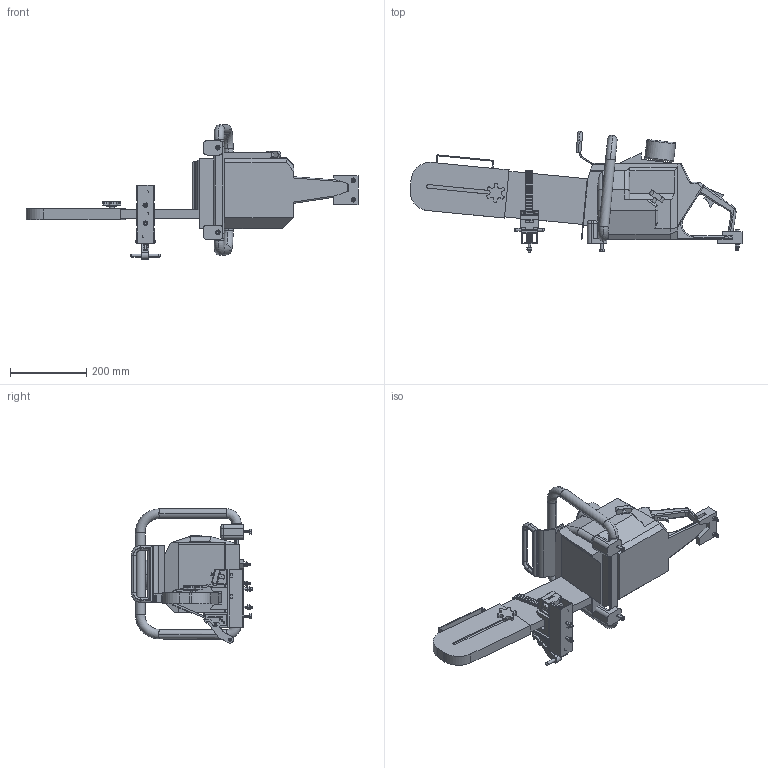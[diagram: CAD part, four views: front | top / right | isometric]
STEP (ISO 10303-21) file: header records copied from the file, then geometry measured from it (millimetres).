
FILE_DESCRIPTION (( 'STEP AP203' ), '1' );
FILE_NAME ('K5025N.STEP', '2010-09-22T12:18:18', ( 'PAC' ), ( 'Microsoft' ), 'SwSTEP 2.0', 'SolidWorks 2010', '' );
FILE_SCHEMA (( 'CONFIG_CONTROL_DESIGN' ));
Products named in the file (22): 2004; 2005; 2008 - IN USE(Cutters Edge); 2002_HX-SHCS 0.25-20x0.75x0.75-N; 4055; 2018_compressed; 1007; 4056N; 2032_8.75" APART; 2031_CR-FHMS 0.25-20x0.75x0.75-N; 2035 Pack_1.875" APART; .25-20 x 1.0 lg Hex Bolt_HBOLT 0.2500-20x1x1-N; .25-20 Nylok Nut_MSHXNUT 0.250-20-S-N; 4028; 2069LN_MSHXNUT 0.250-20-S-N; 2011; 2039_HBOLT 0.2500-20x1x1-N; cutters edge saw; K5025N; K5006S_In Use; 2020-6; 2003
Assembly tree (39 placements, depth 3):
  K5025N
    1007  x2
    4056N
    2035 Pack_1.875" APART
      .25-20 x 1.0 lg Hex Bolt_HBOLT 0.2500-20x1x1-N  x2
      .25-20 Nylok Nut_MSHXNUT 0.250-20-S-N  x2
    cutters edge saw
    4028
      2039_HBOLT 0.2500-20x1x1-N  x2
      2069LN_MSHXNUT 0.250-20-S-N  x2
      2011  x2
    K5006S_In Use
      2018_compressed  x3
      2005
      2011  x3
      2003
      4055
      2008 - IN USE(Cutters Edge)
      2020-6
      2002_HX-SHCS 0.25-20x0.75x0.75-N  x5
      2004
    2032_8.75" APART
      2031_CR-FHMS 0.25-20x0.75x0.75-N  x2
      2069LN_MSHXNUT 0.250-20-S-N  x2
Bounding box: 872.71 x 318.61 x 353.14 mm (x, y, z)
Volume: 11774401.6 mm3; surface area: 813397.8 mm2
Topology: 44 solids, 44 shells, 2120 faces, 5263 edges, 3260 vertices
Faces by surface type: plane 813, cylinder 679, cone 302, bspline 156, torus 150, sphere 20
Entity records: 70855 total; most frequent: CARTESIAN_POINT 29505, ORIENTED_EDGE 8142, DIRECTION 7965, EDGE_CURVE 4071, AXIS2_PLACEMENT_3D 2838, VERTEX_POINT 2558, LINE 2289, VECTOR 2289
